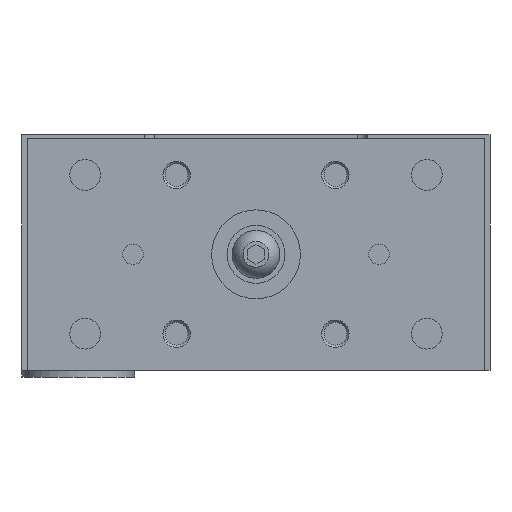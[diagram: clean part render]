
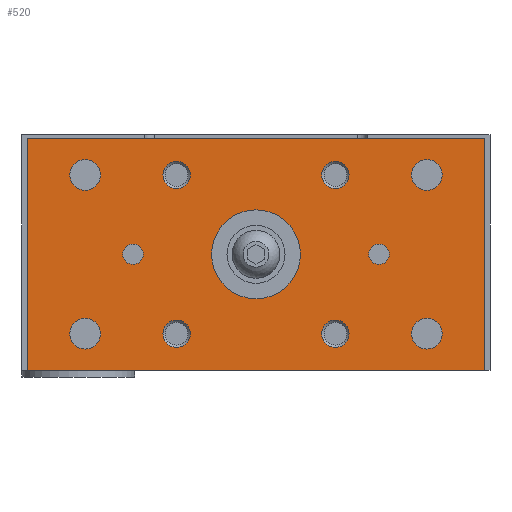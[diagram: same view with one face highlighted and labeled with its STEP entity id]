
A CAD part, left-side view. The second image highlights one B-rep face of the part: STEP entity #520.
In plain terms, the highlighted planar face has unit normal (-1, 0, 0).
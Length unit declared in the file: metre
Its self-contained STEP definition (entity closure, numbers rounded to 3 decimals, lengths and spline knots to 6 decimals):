
#520 = ADVANCED_FACE( '', ( #1380, #1381, #1382, #1383, #1384, #1385, #1386, #1387, #1388, #1389, #1390, #1391 ), #1392, .F. );
#1380 = FACE_BOUND( '', #2776, .T. );
#1381 = FACE_BOUND( '', #2777, .T. );
#1382 = FACE_BOUND( '', #2778, .T. );
#1383 = FACE_BOUND( '', #2779, .T. );
#1384 = FACE_BOUND( '', #2780, .T. );
#1385 = FACE_BOUND( '', #2781, .T. );
#1386 = FACE_BOUND( '', #2782, .T. );
#1387 = FACE_BOUND( '', #2783, .T. );
#1388 = FACE_BOUND( '', #2784, .T. );
#1389 = FACE_BOUND( '', #2785, .T. );
#1390 = FACE_BOUND( '', #2786, .T. );
#1391 = FACE_OUTER_BOUND( '', #2787, .T. );
#1392 = PLANE( '', #2788 );
#2776 = EDGE_LOOP( '', ( #4383 ) );
#2777 = EDGE_LOOP( '', ( #4384 ) );
#2778 = EDGE_LOOP( '', ( #4385 ) );
#2779 = EDGE_LOOP( '', ( #4386 ) );
#2780 = EDGE_LOOP( '', ( #4387 ) );
#2781 = EDGE_LOOP( '', ( #4388 ) );
#2782 = EDGE_LOOP( '', ( #4389 ) );
#2783 = EDGE_LOOP( '', ( #4390 ) );
#2784 = EDGE_LOOP( '', ( #4391 ) );
#2785 = EDGE_LOOP( '', ( #4392 ) );
#2786 = EDGE_LOOP( '', ( #4393 ) );
#2787 = EDGE_LOOP( '', ( #4394, #4395, #4396, #4397 ) );
#2788 = AXIS2_PLACEMENT_3D( '', #4398, #4399, #4400 );
#4383 = ORIENTED_EDGE( '', *, *, #6868, .T. );
#4384 = ORIENTED_EDGE( '', *, *, #6869, .T. );
#4385 = ORIENTED_EDGE( '', *, *, #6870, .F. );
#4386 = ORIENTED_EDGE( '', *, *, #6871, .F. );
#4387 = ORIENTED_EDGE( '', *, *, #6872, .T. );
#4388 = ORIENTED_EDGE( '', *, *, #6849, .F. );
#4389 = ORIENTED_EDGE( '', *, *, #6873, .T. );
#4390 = ORIENTED_EDGE( '', *, *, #6874, .T. );
#4391 = ORIENTED_EDGE( '', *, *, #6875, .F. );
#4392 = ORIENTED_EDGE( '', *, *, #6742, .F. );
#4393 = ORIENTED_EDGE( '', *, *, #6876, .T. );
#4394 = ORIENTED_EDGE( '', *, *, #6877, .T. );
#4395 = ORIENTED_EDGE( '', *, *, #6690, .T. );
#4396 = ORIENTED_EDGE( '', *, *, #6878, .T. );
#4397 = ORIENTED_EDGE( '', *, *, #6879, .T. );
#4398 = CARTESIAN_POINT( '', ( -0.027, -0.067, -0.069 ) );
#4399 = DIRECTION( '', ( 1., 0., 0. ) );
#4400 = DIRECTION( '', ( 0., 0., -1. ) );
#6690 = EDGE_CURVE( '', #7737, #7735, #7738, .T. );
#6742 = EDGE_CURVE( '', #7826, #7826, #7827, .T. );
#6849 = EDGE_CURVE( '', #8000, #8000, #8001, .T. );
#6868 = EDGE_CURVE( '', #8029, #8029, #8030, .T. );
#6869 = EDGE_CURVE( '', #8031, #8031, #8032, .T. );
#6870 = EDGE_CURVE( '', #8033, #8033, #8034, .T. );
#6871 = EDGE_CURVE( '', #8035, #8035, #8036, .T. );
#6872 = EDGE_CURVE( '', #8037, #8037, #8038, .T. );
#6873 = EDGE_CURVE( '', #8039, #8039, #8040, .T. );
#6874 = EDGE_CURVE( '', #8041, #8041, #8042, .T. );
#6875 = EDGE_CURVE( '', #8043, #8043, #8044, .T. );
#6876 = EDGE_CURVE( '', #8045, #8045, #8046, .T. );
#6877 = EDGE_CURVE( '', #8047, #7737, #8048, .T. );
#6878 = EDGE_CURVE( '', #7735, #8049, #8050, .T. );
#6879 = EDGE_CURVE( '', #8049, #8047, #8051, .T. );
#7735 = VERTEX_POINT( '', #9220 );
#7737 = VERTEX_POINT( '', #9223 );
#7738 = LINE( '', #9224, #9225 );
#7826 = VERTEX_POINT( '', #9343 );
#7827 = CIRCLE( '', #9344, 0.0045 );
#8000 = VERTEX_POINT( '', #9596 );
#8001 = CIRCLE( '', #9597, 0.003 );
#8029 = VERTEX_POINT( '', #9628 );
#8030 = CIRCLE( '', #9629, 0.013 );
#8031 = VERTEX_POINT( '', #9630 );
#8032 = CIRCLE( '', #9631, 0.004 );
#8033 = VERTEX_POINT( '', #9632 );
#8034 = CIRCLE( '', #9633, 0.004 );
#8035 = VERTEX_POINT( '', #9634 );
#8036 = CIRCLE( '', #9635, 0.004 );
#8037 = VERTEX_POINT( '', #9636 );
#8038 = CIRCLE( '', #9637, 0.004 );
#8039 = VERTEX_POINT( '', #9638 );
#8040 = CIRCLE( '', #9639, 0.003 );
#8041 = VERTEX_POINT( '', #9640 );
#8042 = CIRCLE( '', #9641, 0.0045 );
#8043 = VERTEX_POINT( '', #9642 );
#8044 = CIRCLE( '', #9643, 0.0045 );
#8045 = VERTEX_POINT( '', #9644 );
#8046 = CIRCLE( '', #9645, 0.0045 );
#8047 = VERTEX_POINT( '', #9646 );
#8048 = LINE( '', #9647, #9648 );
#8049 = VERTEX_POINT( '', #9649 );
#8050 = LINE( '', #9650, #9651 );
#8051 = LINE( '', #9652, #9653 );
#9220 = CARTESIAN_POINT( '', ( -0.027, 0.067, -0.001 ) );
#9223 = CARTESIAN_POINT( '', ( -0.027, -0.067, -0.001 ) );
#9224 = CARTESIAN_POINT( '', ( -0.027, -0.067, -0.001 ) );
#9225 = VECTOR( '', #11477, 1. );
#9343 = CARTESIAN_POINT( '', ( -0.027, -0.0545, -0.01175 ) );
#9344 = AXIS2_PLACEMENT_3D( '', #11551, #11552, #11553 );
#9596 = CARTESIAN_POINT( '', ( -0.027, -0.033, -0.035 ) );
#9597 = AXIS2_PLACEMENT_3D( '', #11690, #11691, #11692 );
#9628 = CARTESIAN_POINT( '', ( -0.027, -0.013, -0.035 ) );
#9629 = AXIS2_PLACEMENT_3D( '', #11720, #11721, #11722 );
#9630 = CARTESIAN_POINT( '', ( -0.027, -0.01925, -0.05825 ) );
#9631 = AXIS2_PLACEMENT_3D( '', #11723, #11724, #11725 );
#9632 = CARTESIAN_POINT( '', ( -0.027, 0.01925, -0.05825 ) );
#9633 = AXIS2_PLACEMENT_3D( '', #11726, #11727, #11728 );
#9634 = CARTESIAN_POINT( '', ( -0.027, -0.01925, -0.01175 ) );
#9635 = AXIS2_PLACEMENT_3D( '', #11729, #11730, #11731 );
#9636 = CARTESIAN_POINT( '', ( -0.027, 0.01925, -0.01175 ) );
#9637 = AXIS2_PLACEMENT_3D( '', #11732, #11733, #11734 );
#9638 = CARTESIAN_POINT( '', ( -0.027, 0.033, -0.035 ) );
#9639 = AXIS2_PLACEMENT_3D( '', #11735, #11736, #11737 );
#9640 = CARTESIAN_POINT( '', ( -0.027, -0.0545, -0.05825 ) );
#9641 = AXIS2_PLACEMENT_3D( '', #11738, #11739, #11740 );
#9642 = CARTESIAN_POINT( '', ( -0.027, 0.0545, -0.05825 ) );
#9643 = AXIS2_PLACEMENT_3D( '', #11741, #11742, #11743 );
#9644 = CARTESIAN_POINT( '', ( -0.027, 0.0545, -0.01175 ) );
#9645 = AXIS2_PLACEMENT_3D( '', #11744, #11745, #11746 );
#9646 = CARTESIAN_POINT( '', ( -0.027, -0.067, -0.069 ) );
#9647 = CARTESIAN_POINT( '', ( -0.027, -0.067, -0.069 ) );
#9648 = VECTOR( '', #11747, 1. );
#9649 = CARTESIAN_POINT( '', ( -0.027, 0.067, -0.069 ) );
#9650 = CARTESIAN_POINT( '', ( -0.027, 0.067, -0.001 ) );
#9651 = VECTOR( '', #11748, 1. );
#9652 = CARTESIAN_POINT( '', ( -0.027, 0.067, -0.069 ) );
#9653 = VECTOR( '', #11749, 1. );
#11477 = DIRECTION( '', ( 0., 1., 0. ) );
#11551 = CARTESIAN_POINT( '', ( -0.027, -0.05, -0.01175 ) );
#11552 = DIRECTION( '', ( -1., 0., 0. ) );
#11553 = DIRECTION( '', ( 0., -1., 0. ) );
#11690 = CARTESIAN_POINT( '', ( -0.027, -0.036, -0.035 ) );
#11691 = DIRECTION( '', ( -1., 0., 0. ) );
#11692 = DIRECTION( '', ( 0., 1., 0. ) );
#11720 = CARTESIAN_POINT( '', ( -0.027, 0., -0.035 ) );
#11721 = DIRECTION( '', ( 1., 0., 0. ) );
#11722 = DIRECTION( '', ( 0., -1., 0. ) );
#11723 = CARTESIAN_POINT( '', ( -0.027, -0.02325, -0.05825 ) );
#11724 = DIRECTION( '', ( 1., 0., 0. ) );
#11725 = DIRECTION( '', ( 0., 1., 0. ) );
#11726 = CARTESIAN_POINT( '', ( -0.027, 0.02325, -0.05825 ) );
#11727 = DIRECTION( '', ( -1., 0., 0. ) );
#11728 = DIRECTION( '', ( 0., -1., 0. ) );
#11729 = CARTESIAN_POINT( '', ( -0.027, -0.02325, -0.01175 ) );
#11730 = DIRECTION( '', ( -1., 0., 0. ) );
#11731 = DIRECTION( '', ( 0., 1., 0. ) );
#11732 = CARTESIAN_POINT( '', ( -0.027, 0.02325, -0.01175 ) );
#11733 = DIRECTION( '', ( 1., 0., 0. ) );
#11734 = DIRECTION( '', ( 0., -1., 0. ) );
#11735 = CARTESIAN_POINT( '', ( -0.027, 0.036, -0.035 ) );
#11736 = DIRECTION( '', ( 1., 0., 0. ) );
#11737 = DIRECTION( '', ( 0., -1., 0. ) );
#11738 = CARTESIAN_POINT( '', ( -0.027, -0.05, -0.05825 ) );
#11739 = DIRECTION( '', ( 1., 0., 0. ) );
#11740 = DIRECTION( '', ( 0., -1., 0. ) );
#11741 = CARTESIAN_POINT( '', ( -0.027, 0.05, -0.05825 ) );
#11742 = DIRECTION( '', ( -1., 0., 0. ) );
#11743 = DIRECTION( '', ( 0., 1., 0. ) );
#11744 = CARTESIAN_POINT( '', ( -0.027, 0.05, -0.01175 ) );
#11745 = DIRECTION( '', ( 1., 0., 0. ) );
#11746 = DIRECTION( '', ( 0., 1., 0. ) );
#11747 = DIRECTION( '', ( 0., 0., 1. ) );
#11748 = DIRECTION( '', ( 0., 0., -1. ) );
#11749 = DIRECTION( '', ( 0., -1., 0. ) );
